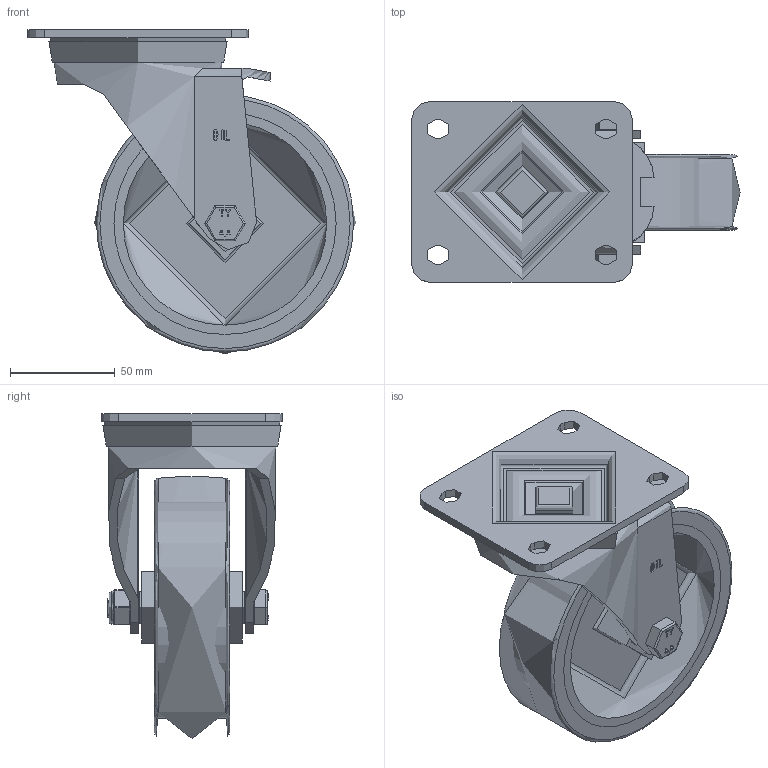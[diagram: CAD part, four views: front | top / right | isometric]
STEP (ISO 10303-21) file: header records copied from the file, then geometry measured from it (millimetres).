
FILE_DESCRIPTION(/* description */ ('','CAx-IF Rec.Pracs.---Representation and Presentation of Product Manufacturing Information (PMI)---4.0---2014-10-13'),/* implementation_level */ '2;1');
FILE_NAME(/* name */ 'BZH125NPB.step',/* time_stamp */ '2025-03-11T09:53:23Z',/* author */ (''),/* organization */ (''),/* preprocessor_version */ 'ST-DEVELOPER v20',/* originating_system */ 'Autodesk Translation Framework v13.20.0.188',/* authorisation */ '');
FILE_SCHEMA (('AP242_MANAGED_MODEL_BASED_3D_ENGINEERING_MIM_LF { 1 0 10303 442 1 1 4 }'));
Length unit declared in the file: millimetre
Products named in the file (22): BZH125NPB; BZH125AS - 2 v2; ZINC PLATED, PRESSED STEEL TOP PLATE; ZINC PLATED, PRESSED STEEL FORKS; BEARING SEAL; BZH125WNPRB61 v1; POLYURETHANE TYRE; NYLON RIM; NYLON RIM Geometry; CAP; ROLLER BEARINGS; CAGE; RIBS; Component7; TUBEM15X50 v1; ZINC PLATED AXLE TUBE; HEXBOLTM10X70Z8.8 v2; GRADE 8.8 THREADED ZINC PLATED BOLT; NYLOCM10Z v1; NYLOC NUT; RUBBER; NUT
Assembly tree (29 placements, depth 5):
  BZH125NPB
    BZH125AS - 2 v2
      ZINC PLATED, PRESSED STEEL TOP PLATE
      ZINC PLATED, PRESSED STEEL FORKS
      BEARING SEAL
    BZH125WNPRB61 v1
      POLYURETHANE TYRE
      NYLON RIM
        NYLON RIM Geometry
        CAP
      ROLLER BEARINGS
        CAGE
        RIBS
          Component7  x9
    TUBEM15X50 v1
      ZINC PLATED AXLE TUBE
    HEXBOLTM10X70Z8.8 v2
      GRADE 8.8 THREADED ZINC PLATED BOLT
    NYLOCM10Z v1
      NYLOC NUT
        RUBBER
        NUT
Bounding box: 156.5 x 86 x 155 mm (x, y, z)
Volume: 385482.1 mm3; surface area: 161807.7 mm2
Topology: 20 solids, 20 shells, 489 faces, 1189 edges, 750 vertices
Faces by surface type: plane 250, cylinder 150, bspline 51, torus 19, sphere 12, cone 7
Full cylindrical faces by diameter (mm): 4 x9, 8.141 x18, 9.85 x19, 10 x3, 10.2 x2, 10.5 x1, 12 x2, 15 x1, 15.2 x1, 15.5 x2, 16 x2, 20 x1, 22 x1, 23.5 x1, 25 x2, 27 x1, 27.2 x1, 31 x1, 32 x1, 34 x2, 50.5 x1, 62 x1, 72 x1, 80 x1, 97 x2, 106 x2
Entity records: 20628 total; most frequent: CARTESIAN_POINT 9023, ORIENTED_EDGE 2330, DIRECTION 2241, EDGE_CURVE 1165, AXIS2_PLACEMENT_3D 801, VERTEX_POINT 734, LINE 639, VECTOR 639
